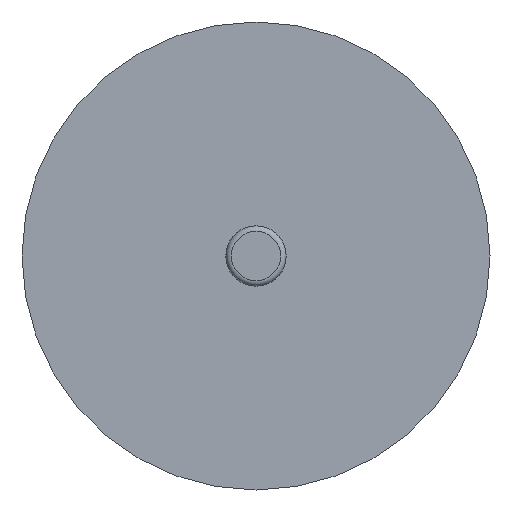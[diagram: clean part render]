
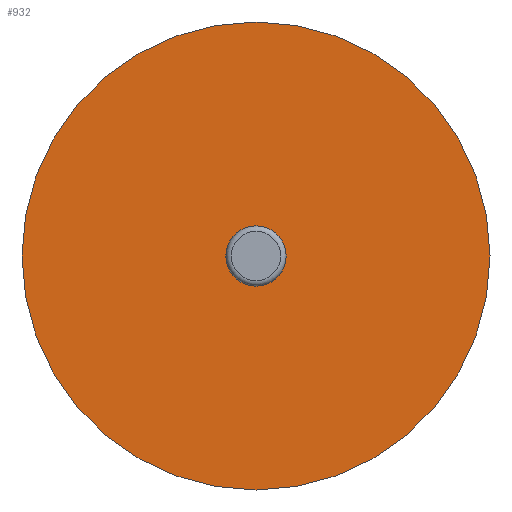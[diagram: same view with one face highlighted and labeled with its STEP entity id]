
A CAD part, front view. The second image highlights one B-rep face of the part: STEP entity #932.
In plain terms, the highlighted planar face has unit normal (0, -1, 0).
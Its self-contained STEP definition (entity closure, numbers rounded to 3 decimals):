
#78=FACE_BOUND('',#219,.T.);
#98=PLANE('',#1061);
#155=FACE_OUTER_BOUND('',#218,.T.);
#218=EDGE_LOOP('',(#799,#800));
#219=EDGE_LOOP('',(#801,#802));
#321=CIRCLE('',#1059,2.757);
#322=CIRCLE('',#1060,2.757);
#323=CIRCLE('',#1062,21.5);
#324=CIRCLE('',#1063,21.5);
#413=VERTEX_POINT('',#1700);
#414=VERTEX_POINT('',#1702);
#415=VERTEX_POINT('',#1706);
#416=VERTEX_POINT('',#1707);
#547=EDGE_CURVE('',#414,#413,#321,.T.);
#548=EDGE_CURVE('',#413,#414,#322,.T.);
#549=EDGE_CURVE('',#415,#416,#323,.T.);
#550=EDGE_CURVE('',#416,#415,#324,.T.);
#799=ORIENTED_EDGE('',*,*,#549,.F.);
#800=ORIENTED_EDGE('',*,*,#550,.F.);
#801=ORIENTED_EDGE('',*,*,#547,.T.);
#802=ORIENTED_EDGE('',*,*,#548,.T.);
#932=ADVANCED_FACE('',(#155,#78),#98,.T.);
#1059=AXIS2_PLACEMENT_3D('',#1703,#1307,#1308);
#1060=AXIS2_PLACEMENT_3D('',#1704,#1309,#1310);
#1061=AXIS2_PLACEMENT_3D('',#1705,#1311,#1312);
#1062=AXIS2_PLACEMENT_3D('',#1708,#1313,#1314);
#1063=AXIS2_PLACEMENT_3D('',#1709,#1315,#1316);
#1307=DIRECTION('center_axis',(0.,1.,0.));
#1308=DIRECTION('ref_axis',(-1.,0.,0.));
#1309=DIRECTION('center_axis',(0.,1.,0.));
#1310=DIRECTION('ref_axis',(-1.,0.,0.));
#1311=DIRECTION('center_axis',(0.,-1.,0.));
#1312=DIRECTION('ref_axis',(0.,0.,-1.));
#1313=DIRECTION('center_axis',(0.,1.,0.));
#1314=DIRECTION('ref_axis',(-1.,0.,0.));
#1315=DIRECTION('center_axis',(0.,1.,0.));
#1316=DIRECTION('ref_axis',(-1.,0.,0.));
#1700=CARTESIAN_POINT('',(2.757,-0.1,0.));
#1702=CARTESIAN_POINT('',(-2.757,-0.1,0.));
#1703=CARTESIAN_POINT('Origin',(0.,-0.1,
0.));
#1704=CARTESIAN_POINT('Origin',(0.,-0.1,
0.));
#1705=CARTESIAN_POINT('Origin',(-12.129,-0.1,0.));
#1706=CARTESIAN_POINT('',(-21.5,-0.1,0.));
#1707=CARTESIAN_POINT('',(21.5,-0.1,0.));
#1708=CARTESIAN_POINT('Origin',(0.,-0.1,
0.));
#1709=CARTESIAN_POINT('Origin',(0.,-0.1,
0.));
